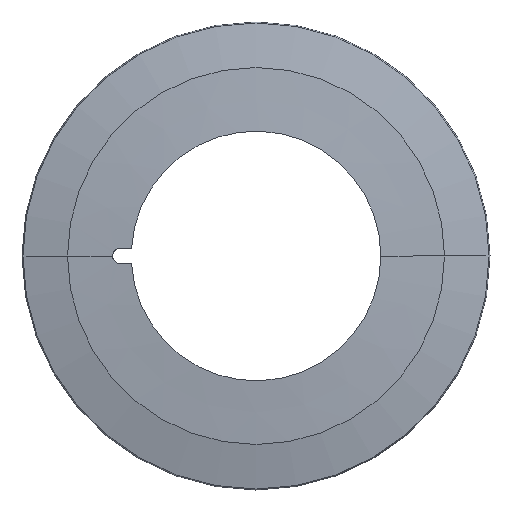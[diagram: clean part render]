
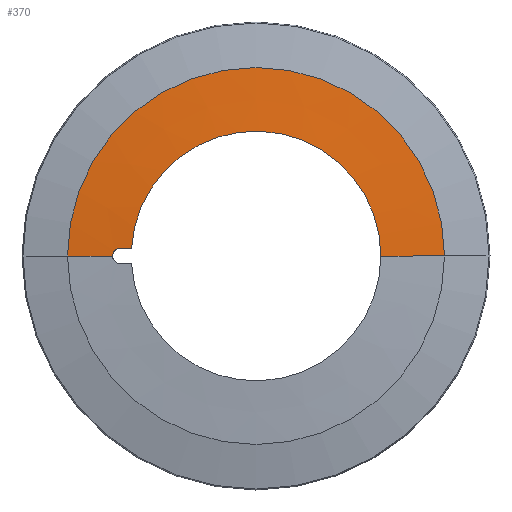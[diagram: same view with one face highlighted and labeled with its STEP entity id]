
A CAD part, left-side view. The second image highlights one B-rep face of the part: STEP entity #370.
In plain terms, the highlighted conical face has half-angle 85 degrees and reference radius 40 mm.
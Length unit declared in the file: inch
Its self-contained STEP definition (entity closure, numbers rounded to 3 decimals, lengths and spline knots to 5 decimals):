
#8 = CARTESIAN_POINT ( 'NONE',  ( -0.19952, 1.80105, 0.04364 ) ) ;
#9 = CARTESIAN_POINT ( 'NONE',  ( -0.20431, 1.74428, 0.09341 ) ) ;
#12 = DIRECTION ( 'NONE',  ( 0., -1., 0. ) ) ;
#22 = VERTEX_POINT ( 'NONE', #414 ) ;
#30 = B_SPLINE_CURVE_WITH_KNOTS ( 'NONE', 3,
 ( #216, #287, #114, #448, #75, #284, #456 ),
 .UNSPECIFIED., .F., .F.,
 ( 4, 3, 4 ),
 ( 0.00746, 0.00794, 0.01105 ),
 .UNSPECIFIED. ) ;
#33 = ORIENTED_EDGE ( 'NONE', *, *, #79, .T. ) ;
#41 = CARTESIAN_POINT ( 'NONE',  ( -0.20148, 1.77761, 0.07418 ) ) ;
#62 = DIRECTION ( 'NONE',  ( 0., 1., 0. ) ) ;
#63 = DIRECTION ( 'NONE',  ( 0.087, -0.996, 0. ) ) ;
#68 = CARTESIAN_POINT ( 'NONE',  ( -0.20705, 1.7126, 0.09843 ) ) ;
#71 = EDGE_LOOP ( 'NONE', ( #328, #153, #33, #408, #514, #316 ) ) ;
#75 = CARTESIAN_POINT ( 'NONE',  ( -0.21415, 1.63135, 0.09843 ) ) ;
#79 = EDGE_CURVE ( 'NONE', #194, #447, #144, .T. ) ;
#84 = EDGE_CURVE ( 'NONE', #358, #22, #85, .T. ) ;
#85 = B_SPLINE_CURVE_WITH_KNOTS ( 'NONE', 3,
 ( #378, #206, #410, #296, #9, #377, #165, #161, #41, #293, #330, #285, #8, #372, #123, #335 ),
 .UNSPECIFIED., .F., .F.,
 ( 4, 2, 2, 2, 2, 2, 2, 4 ),
 ( 0., 0.00049, 0.00098, 0.00147, 0.00196, 0.00245, 0.00294, 0.00392 ),
 .UNSPECIFIED. ) ;
#107 = DIRECTION ( 'NONE',  ( 1., 0., 0. ) ) ;
#110 = LINE ( 'NONE', #241, #417 ) ;
#114 = CARTESIAN_POINT ( 'NONE',  ( -0.21825, 1.58439, 0.09843 ) ) ;
#121 = VECTOR ( 'NONE', #425, 39.37008 ) ;
#123 = CARTESIAN_POINT ( 'NONE',  ( -0.19869, 1.81102, 0.01286 ) ) ;
#141 = CARTESIAN_POINT ( 'NONE',  ( -0.21936, 0., 0. ) ) ;
#144 = CIRCLE ( 'NONE', #290, 2.37867 ) ;
#153 = ORIENTED_EDGE ( 'NONE', *, *, #346, .T. ) ;
#156 = CARTESIAN_POINT ( 'NONE',  ( -0.14903, 0., 0. ) ) ;
#161 = CARTESIAN_POINT ( 'NONE',  ( -0.20191, 1.77254, 0.07833 ) ) ;
#165 = CARTESIAN_POINT ( 'NONE',  ( -0.20281, 1.76184, 0.08546 ) ) ;
#166 = CARTESIAN_POINT ( 'NONE',  ( -0.21936, 1.5748, 0. ) ) ;
#194 = VERTEX_POINT ( 'NONE', #468 ) ;
#206 = CARTESIAN_POINT ( 'NONE',  ( -0.20649, 1.71909, 0.09843 ) ) ;
#214 = CARTESIAN_POINT ( 'NONE',  ( -0.21936, 0., 0. ) ) ;
#216 = CARTESIAN_POINT ( 'NONE',  ( -0.21936, 1.57172, 0.09843 ) ) ;
#222 = EDGE_CURVE ( 'NONE', #22, #447, #343, .T. ) ;
#241 = CARTESIAN_POINT ( 'NONE',  ( -0.21936, -1.5748, 0. ) ) ;
#284 = CARTESIAN_POINT ( 'NONE',  ( -0.2106, 1.67197, 0.09843 ) ) ;
#285 = CARTESIAN_POINT ( 'NONE',  ( -0.19977, 1.79799, 0.04938 ) ) ;
#287 = CARTESIAN_POINT ( 'NONE',  ( -0.2188, 1.57806, 0.09843 ) ) ;
#290 = AXIS2_PLACEMENT_3D ( 'NONE', #156, #333, #294 ) ;
#293 = CARTESIAN_POINT ( 'NONE',  ( -0.20071, 1.7867, 0.0651 ) ) ;
#294 = DIRECTION ( 'NONE',  ( 0., -1., 0. ) ) ;
#296 = CARTESIAN_POINT ( 'NONE',  ( -0.20485, 1.73804, 0.0953 ) ) ;
#311 = CARTESIAN_POINT ( 'NONE',  ( -0.21936, 1.57172, 0.09843 ) ) ;
#314 = EDGE_CURVE ( 'NONE', #435, #363, #336, .T. ) ;
#316 = ORIENTED_EDGE ( 'NONE', *, *, #465, .F. ) ;
#328 = ORIENTED_EDGE ( 'NONE', *, *, #314, .F. ) ;
#330 = CARTESIAN_POINT ( 'NONE',  ( -0.20037, 1.79078, 0.06014 ) ) ;
#333 = DIRECTION ( 'NONE',  ( -1., 0., 0. ) ) ;
#335 = CARTESIAN_POINT ( 'NONE',  ( -0.19869, 1.81102, 0. ) ) ;
#336 = CIRCLE ( 'NONE', #402, 1.5748 ) ;
#343 = LINE ( 'NONE', #166, #121 ) ;
#346 = EDGE_CURVE ( 'NONE', #435, #194, #110, .T. ) ;
#349 = CONICAL_SURFACE ( 'NONE', #461, 1.5748, 1.484 ) ;
#358 = VERTEX_POINT ( 'NONE', #68 ) ;
#363 = VERTEX_POINT ( 'NONE', #311 ) ;
#370 = ADVANCED_FACE ( 'NONE', ( #446 ), #349, .T. ) ;
#372 = CARTESIAN_POINT ( 'NONE',  ( -0.1989, 1.80843, 0.02585 ) ) ;
#373 = CARTESIAN_POINT ( 'NONE',  ( -0.21936, -1.5748, 0. ) ) ;
#377 = CARTESIAN_POINT ( 'NONE',  ( -0.20329, 1.75619, 0.08848 ) ) ;
#378 = CARTESIAN_POINT ( 'NONE',  ( -0.20705, 1.7126, 0.09843 ) ) ;
#381 = DIRECTION ( 'NONE',  ( -1., 0., 0. ) ) ;
#402 = AXIS2_PLACEMENT_3D ( 'NONE', #214, #381, #12 ) ;
#408 = ORIENTED_EDGE ( 'NONE', *, *, #222, .F. ) ;
#410 = CARTESIAN_POINT ( 'NONE',  ( -0.20593, 1.72547, 0.09779 ) ) ;
#414 = CARTESIAN_POINT ( 'NONE',  ( -0.19869, 1.81102, 0. ) ) ;
#417 = VECTOR ( 'NONE', #63, 39.37008 ) ;
#425 = DIRECTION ( 'NONE',  ( 0.087, 0.996, 0. ) ) ;
#435 = VERTEX_POINT ( 'NONE', #373 ) ;
#446 = FACE_OUTER_BOUND ( 'NONE', #71, .T. ) ;
#447 = VERTEX_POINT ( 'NONE', #467 ) ;
#448 = CARTESIAN_POINT ( 'NONE',  ( -0.2177, 1.59072, 0.09843 ) ) ;
#456 = CARTESIAN_POINT ( 'NONE',  ( -0.20705, 1.7126, 0.09843 ) ) ;
#461 = AXIS2_PLACEMENT_3D ( 'NONE', #141, #107, #62 ) ;
#465 = EDGE_CURVE ( 'NONE', #363, #358, #30, .T. ) ;
#467 = CARTESIAN_POINT ( 'NONE',  ( -0.14903, 2.37867, 0. ) ) ;
#468 = CARTESIAN_POINT ( 'NONE',  ( -0.14903, -2.37867, 0. ) ) ;
#514 = ORIENTED_EDGE ( 'NONE', *, *, #84, .F. ) ;
